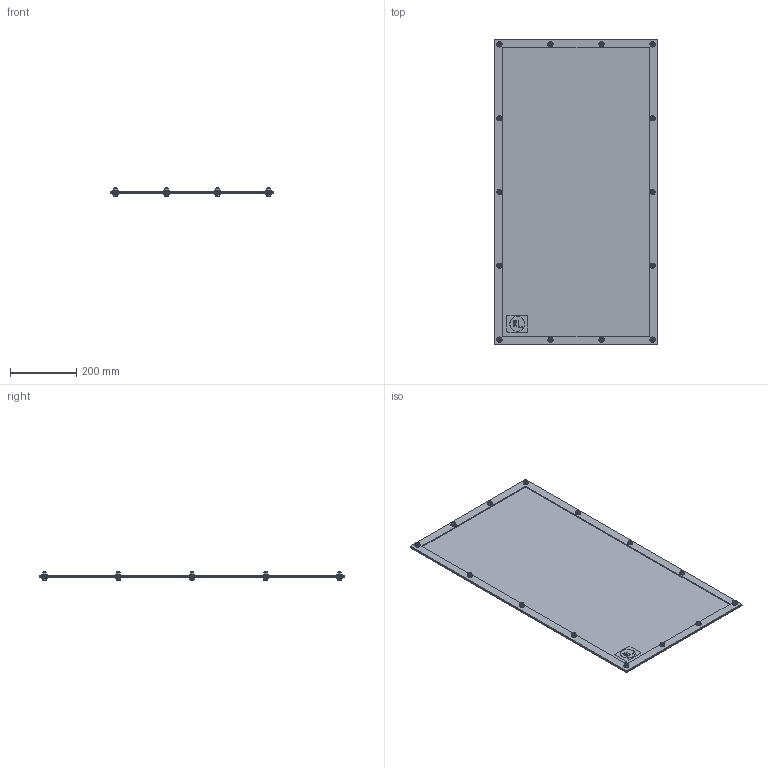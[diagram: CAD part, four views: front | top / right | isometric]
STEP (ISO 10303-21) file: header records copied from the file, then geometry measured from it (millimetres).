
FILE_DESCRIPTION(/* description */ ('36-1/4" X 19-13/32" DRIVE COVER PLATE'),/* implementation_level */ '2;1');
FILE_NAME(/* name */ 'DF52CVP.stp',/* time_stamp */ '2017-09-06T13:47:24+05:00',/* author */ ('vdas'),/* organization */ (''),/* preprocessor_version */ 'ST-DEVELOPER v16.1',/* originating_system */ 'Autodesk Inventor 2016',/* authorisation */ '');
FILE_SCHEMA (('AUTOMOTIVE_DESIGN { 1 0 10303 214 3 1 1 }'));
Length unit declared in the file: inch
Products named in the file (9): DF52CVP; DF52CVPGSKT; 30221; 3905; 3907; 34929; 10 GA TO 14 GA w 0.125 Comp; 34466; DF52CVP_1
Assembly tree (21 placements, depth 3):
  DF52CVP_1
    DF52CVP
    DF52CVPGSKT
    10 GA TO 14 GA w 0.125 Comp  x14
      30221
      3905
      3907
      34929
    34466
Bounding box: 492.92 x 920.75 x 24.22 mm (x, y, z)
Volume: 1690800.7 mm3; surface area: 1110353.7 mm2
Topology: 59 solids, 59 shells, 822 faces, 1761 edges, 1090 vertices
Faces by surface type: plane 436, cylinder 176, cone 154, bspline 28, torus 28
Full cylindrical faces by diameter (mm): 4.978 x14, 5.556 x14, 5.969 x14, 6.35 x14, 6.985 x14, 7.144 x14, 7.366 x14, 11.049 x14, 11.125 x14, 15.24 x14, 15.875 x14, 16.51 x14, 44.45 x1, 44.958 x1
Entity records: 4199 total; most frequent: CARTESIAN_POINT 740, DIRECTION 679, ORIENTED_EDGE 538, AXIS2_PLACEMENT_3D 275, EDGE_CURVE 269, EDGE_LOOP 251, VERTEX_POINT 204, FACE_OUTER_BOUND 133
